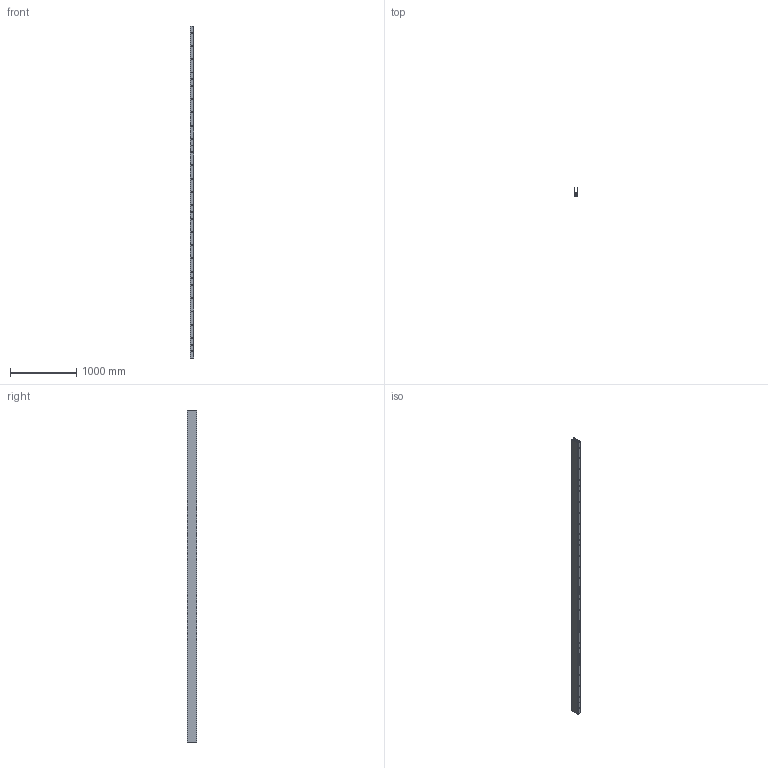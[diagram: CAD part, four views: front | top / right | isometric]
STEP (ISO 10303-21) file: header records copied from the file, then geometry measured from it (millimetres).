
FILE_DESCRIPTION(/* description */ (''),/* implementation_level */ '2;1');
FILE_NAME(/* name */ '1060200051x.stp',/* time_stamp */ '2020-12-18T12:09:12+01:00',/* author */ ('nick'),/* organization */ (''),/* preprocessor_version */ 'ST-DEVELOPER v18.1',/* originating_system */ 'Autodesk Inventor 2021',/* authorisation */ '');
FILE_SCHEMA (('AUTOMOTIVE_DESIGN { 1 0 10303 214 3 1 1 }'));
Length unit declared in the file: millimetre
Products named in the file (1): 1060200051x
Bounding box: 59.87 x 140 x 5000 mm (x, y, z)
Volume: 19966297.3 mm3; surface area: 3956704.2 mm2
Topology: 1 solids, 1 shells, 359 faces, 1243 edges, 826 vertices
Faces by surface type: plane 187, cylinder 172
Full cylindrical faces by diameter (mm): 6 x2, 14 x25, 30 x25
Entity records: 14991 total; most frequent: CARTESIAN_POINT 4029, ORIENTED_EDGE 2486, DIRECTION 2159, EDGE_CURVE 1243, VERTEX_POINT 826, AXIS2_PLACEMENT_3D 756, LINE 647, VECTOR 647
